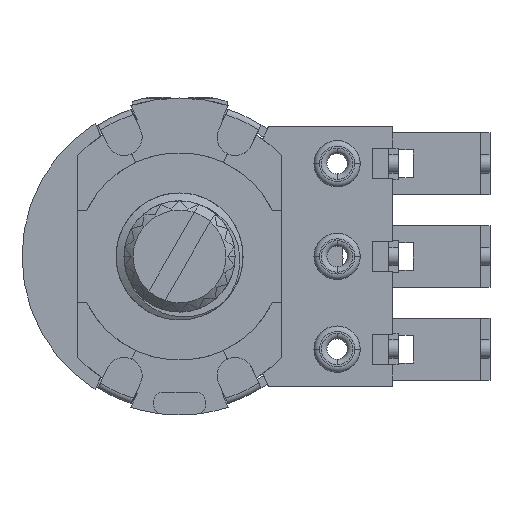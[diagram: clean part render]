
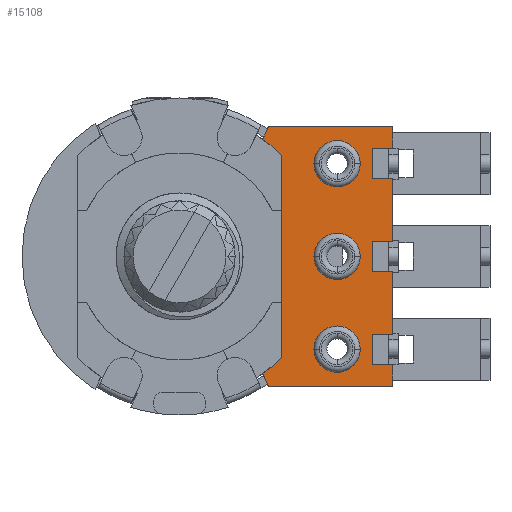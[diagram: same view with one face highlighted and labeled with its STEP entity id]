
A CAD part, front view. The second image highlights one B-rep face of the part: STEP entity #15108.
In plain terms, the highlighted planar face has unit normal (0, -1, 0).
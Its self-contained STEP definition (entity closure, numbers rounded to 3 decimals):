
#3028=DIRECTION('',(-0.423,0.,-0.906));
#3029=VECTOR('',#3028,0.761);
#3030=CARTESIAN_POINT('',(10.3,8.977,-1.54));
#3031=LINE('',#3030,#3029);
#3032=DIRECTION('',(1.,0.,0.));
#3033=VECTOR('',#3032,6.7);
#3034=CARTESIAN_POINT('',(10.3,8.977,-1.54));
#3035=LINE('',#3034,#3033);
#3036=DIRECTION('',(0.,0.,-1.));
#3037=VECTOR('',#3036,1.185);
#3038=CARTESIAN_POINT('',(17.,8.977,-1.54));
#3039=LINE('',#3038,#3037);
#3040=DIRECTION('',(-1.,0.,0.));
#3041=VECTOR('',#3040,1.1);
#3042=CARTESIAN_POINT('',(17.,8.977,-2.725));
#3043=LINE('',#3042,#3041);
#3044=DIRECTION('',(0.,0.,1.));
#3045=VECTOR('',#3044,1.62);
#3046=CARTESIAN_POINT('',(15.9,8.977,-4.345));
#3047=LINE('',#3046,#3045);
#3048=DIRECTION('',(-1.,0.,0.));
#3049=VECTOR('',#3048,1.1);
#3050=CARTESIAN_POINT('',(17.,8.977,-4.345));
#3051=LINE('',#3050,#3049);
#3052=DIRECTION('',(0.,0.,-1.));
#3053=VECTOR('',#3052,3.4);
#3054=CARTESIAN_POINT('',(17.,8.977,-4.345));
#3055=LINE('',#3054,#3053);
#3056=DIRECTION('',(-1.,0.,0.));
#3057=VECTOR('',#3056,1.1);
#3058=CARTESIAN_POINT('',(17.,8.977,-7.745));
#3059=LINE('',#3058,#3057);
#3060=DIRECTION('',(0.,0.,1.));
#3061=VECTOR('',#3060,1.62);
#3062=CARTESIAN_POINT('',(15.9,8.977,-9.365));
#3063=LINE('',#3062,#3061);
#3064=DIRECTION('',(-1.,0.,0.));
#3065=VECTOR('',#3064,1.1);
#3066=CARTESIAN_POINT('',(17.,8.977,-9.365));
#3067=LINE('',#3066,#3065);
#3068=DIRECTION('',(0.,0.,-1.));
#3069=VECTOR('',#3068,3.4);
#3070=CARTESIAN_POINT('',(17.,8.977,-9.365));
#3071=LINE('',#3070,#3069);
#3072=DIRECTION('',(-1.,0.,0.));
#3073=VECTOR('',#3072,1.1);
#3074=CARTESIAN_POINT('',(17.,8.977,-12.765));
#3075=LINE('',#3074,#3073);
#3076=DIRECTION('',(0.,0.,1.));
#3077=VECTOR('',#3076,1.62);
#3078=CARTESIAN_POINT('',(15.9,8.977,-14.385));
#3079=LINE('',#3078,#3077);
#3080=DIRECTION('',(-1.,0.,0.));
#3081=VECTOR('',#3080,1.1);
#3082=CARTESIAN_POINT('',(17.,8.977,-14.385));
#3083=LINE('',#3082,#3081);
#3084=DIRECTION('',(0.,0.,-1.));
#3085=VECTOR('',#3084,1.185);
#3086=CARTESIAN_POINT('',(17.,8.977,-14.385));
#3087=LINE('',#3086,#3085);
#3088=DIRECTION('',(-1.,0.,0.));
#3089=VECTOR('',#3088,6.7);
#3090=CARTESIAN_POINT('',(17.,8.977,-15.57));
#3091=LINE('',#3090,#3089);
#3092=DIRECTION('',(0.423,0.,-0.906));
#3093=VECTOR('',#3092,0.761);
#3094=CARTESIAN_POINT('',(9.978,8.977,-14.88));
#3095=LINE('',#3094,#3093);
#3096=CARTESIAN_POINT('',(14.,8.977,-8.555));
#3097=DIRECTION('',(0.,-1.,0.));
#3098=DIRECTION('',(1.,0.,0.));
#3099=AXIS2_PLACEMENT_3D('',#3096,#3097,#3098);
#3101=CARTESIAN_POINT('',(14.,8.977,-8.555));
#3102=DIRECTION('',(0.,-1.,0.));
#3103=DIRECTION('',(-1.,0.,0.));
#3104=AXIS2_PLACEMENT_3D('',#3101,#3102,#3103);
#3106=CARTESIAN_POINT('',(14.,8.977,-13.555));
#3107=DIRECTION('',(0.,-1.,0.));
#3108=DIRECTION('',(1.,0.,0.));
#3109=AXIS2_PLACEMENT_3D('',#3106,#3107,#3108);
#3111=CARTESIAN_POINT('',(14.,8.977,-13.555));
#3112=DIRECTION('',(0.,-1.,0.));
#3113=DIRECTION('',(-1.,0.,0.));
#3114=AXIS2_PLACEMENT_3D('',#3111,#3112,#3113);
#3116=CARTESIAN_POINT('',(14.,8.977,-3.555));
#3117=DIRECTION('',(0.,-1.,0.));
#3118=DIRECTION('',(1.,0.,0.));
#3119=AXIS2_PLACEMENT_3D('',#3116,#3117,#3118);
#3121=CARTESIAN_POINT('',(14.,8.977,-3.555));
#3122=DIRECTION('',(0.,-1.,0.));
#3123=DIRECTION('',(-1.,0.,0.));
#3124=AXIS2_PLACEMENT_3D('',#3121,#3122,#3123);
#3126=DIRECTION('',(0.,0.,1.));
#3127=VECTOR('',#3126,10.92);
#3128=CARTESIAN_POINT('',(11.,8.977,-14.015));
#3129=LINE('',#3128,#3127);
#3159=CARTESIAN_POINT('',(5.5,8.977,-8.555));
#3160=DIRECTION('',(0.,-1.,0.));
#3161=DIRECTION('',(0.578,0.,-0.816));
#3162=AXIS2_PLACEMENT_3D('',#3159,#3160,#3161);
#3985=CARTESIAN_POINT('',(5.5,8.977,-8.555));
#3986=DIRECTION('',(0.,-1.,0.));
#3987=DIRECTION('',(0.71,0.,0.705));
#3988=AXIS2_PLACEMENT_3D('',#3985,#3986,#3987);
#9369=CARTESIAN_POINT('',(17.,8.977,-1.54));
#9371=VERTEX_POINT('',#9369);
#9373=CARTESIAN_POINT('',(17.,8.977,-15.57));
#9375=VERTEX_POINT('',#9373);
#9401=CARTESIAN_POINT('',(10.3,8.977,-15.57));
#9403=VERTEX_POINT('',#9401);
#9409=CARTESIAN_POINT('',(10.3,8.977,-1.54));
#9411=VERTEX_POINT('',#9409);
#9433=CARTESIAN_POINT('',(17.,8.977,-2.725));
#9434=CARTESIAN_POINT('',(15.9,8.977,-2.725));
#9435=VERTEX_POINT('',#9433);
#9436=VERTEX_POINT('',#9434);
#9437=CARTESIAN_POINT('',(17.,8.977,-4.345));
#9438=CARTESIAN_POINT('',(15.9,8.977,-4.345));
#9439=VERTEX_POINT('',#9437);
#9440=VERTEX_POINT('',#9438);
#9441=CARTESIAN_POINT('',(17.,8.977,-7.745));
#9442=CARTESIAN_POINT('',(15.9,8.977,-7.745));
#9443=VERTEX_POINT('',#9441);
#9444=VERTEX_POINT('',#9442);
#9445=CARTESIAN_POINT('',(17.,8.977,-9.365));
#9446=CARTESIAN_POINT('',(15.9,8.977,-9.365));
#9447=VERTEX_POINT('',#9445);
#9448=VERTEX_POINT('',#9446);
#9449=CARTESIAN_POINT('',(17.,8.977,-12.765));
#9450=CARTESIAN_POINT('',(15.9,8.977,-12.765));
#9451=VERTEX_POINT('',#9449);
#9452=VERTEX_POINT('',#9450);
#9453=CARTESIAN_POINT('',(17.,8.977,-14.385));
#9454=CARTESIAN_POINT('',(15.9,8.977,-14.385));
#9455=VERTEX_POINT('',#9453);
#9456=VERTEX_POINT('',#9454);
#9541=CARTESIAN_POINT('',(9.978,8.977,-2.23));
#9543=VERTEX_POINT('',#9541);
#9559=CARTESIAN_POINT('',(9.978,8.977,-14.88));
#9560=VERTEX_POINT('',#9559);
#9573=CARTESIAN_POINT('',(11.,8.977,-14.015));
#9574=CARTESIAN_POINT('',(11.,8.977,-3.095));
#9575=VERTEX_POINT('',#9573);
#9576=VERTEX_POINT('',#9574);
#10309=CARTESIAN_POINT('',(15.25,8.977,-8.555));
#10310=CARTESIAN_POINT('',(12.75,8.977,-8.555));
#10311=VERTEX_POINT('',#10309);
#10312=VERTEX_POINT('',#10310);
#10523=CARTESIAN_POINT('',(15.25,8.977,-13.555));
#10524=CARTESIAN_POINT('',(12.75,8.977,-13.555));
#10525=VERTEX_POINT('',#10523);
#10526=VERTEX_POINT('',#10524);
#10635=CARTESIAN_POINT('',(15.25,8.977,-3.555));
#10636=CARTESIAN_POINT('',(12.75,8.977,-3.555));
#10637=VERTEX_POINT('',#10635);
#10638=VERTEX_POINT('',#10636);
#15048=CARTESIAN_POINT('',(5.5,8.977,-8.555));
#15049=DIRECTION('',(0.,1.,0.));
#15050=DIRECTION('',(0.,0.,-1.));
#15051=AXIS2_PLACEMENT_3D('',#15048,#15049,#15050);
#15052=PLANE('',#15051);
#15054=ORIENTED_EDGE('',*,*,#15053,.T.);
#15056=ORIENTED_EDGE('',*,*,#15055,.T.);
#15057=ORIENTED_EDGE('',*,*,#14690,.F.);
#15059=ORIENTED_EDGE('',*,*,#15058,.T.);
#15061=ORIENTED_EDGE('',*,*,#15060,.T.);
#15062=ORIENTED_EDGE('',*,*,#15024,.T.);
#15063=ORIENTED_EDGE('',*,*,#15042,.F.);
#15064=ORIENTED_EDGE('',*,*,#14994,.F.);
#15065=ORIENTED_EDGE('',*,*,#14958,.T.);
#15067=ORIENTED_EDGE('',*,*,#15066,.T.);
#15069=ORIENTED_EDGE('',*,*,#15068,.F.);
#15071=ORIENTED_EDGE('',*,*,#15070,.F.);
#15073=ORIENTED_EDGE('',*,*,#15072,.T.);
#15075=ORIENTED_EDGE('',*,*,#15074,.T.);
#15077=ORIENTED_EDGE('',*,*,#15076,.F.);
#15079=ORIENTED_EDGE('',*,*,#15078,.F.);
#15081=ORIENTED_EDGE('',*,*,#15080,.T.);
#15083=ORIENTED_EDGE('',*,*,#15082,.T.);
#15085=ORIENTED_EDGE('',*,*,#15084,.F.);
#15087=ORIENTED_EDGE('',*,*,#15086,.T.);
#15088=EDGE_LOOP('',(#15054,#15056,#15057,#15059,#15061,#15062,#15063,#15064,
#15065,#15067,#15069,#15071,#15073,#15075,#15077,#15079,#15081,#15083,#15085,
#15087));
#15089=FACE_OUTER_BOUND('',#15088,.F.);
#15091=ORIENTED_EDGE('',*,*,#15090,.T.);
#15093=ORIENTED_EDGE('',*,*,#15092,.T.);
#15094=EDGE_LOOP('',(#15091,#15093));
#15095=FACE_BOUND('',#15094,.F.);
#15097=ORIENTED_EDGE('',*,*,#15096,.T.);
#15099=ORIENTED_EDGE('',*,*,#15098,.T.);
#15100=EDGE_LOOP('',(#15097,#15099));
#15101=FACE_BOUND('',#15100,.F.);
#15103=ORIENTED_EDGE('',*,*,#15102,.T.);
#15105=ORIENTED_EDGE('',*,*,#15104,.T.);
#15106=EDGE_LOOP('',(#15103,#15105));
#15107=FACE_BOUND('',#15106,.F.);
#15108=ADVANCED_FACE('',(#15089,#15095,#15101,#15107),#15052,.F.);
#3100=CIRCLE('',#3099,1.25);
#3105=CIRCLE('',#3104,1.25);
#3110=CIRCLE('',#3109,1.25);
#3115=CIRCLE('',#3114,1.25);
#3120=CIRCLE('',#3119,1.25);
#3125=CIRCLE('',#3124,1.25);
#3163=CIRCLE('',#3162,7.75);
#3989=CIRCLE('',#3988,7.75);
#14690=EDGE_CURVE('',#9411,#9543,#3031,.T.);
#14958=EDGE_CURVE('',#9439,#9443,#3055,.T.);
#14994=EDGE_CURVE('',#9439,#9440,#3051,.T.);
#15024=EDGE_CURVE('',#9435,#9436,#3043,.T.);
#15042=EDGE_CURVE('',#9440,#9436,#3047,.T.);
#15053=EDGE_CURVE('',#9575,#9576,#3129,.T.);
#15055=EDGE_CURVE('',#9576,#9543,#3989,.T.);
#15058=EDGE_CURVE('',#9411,#9371,#3035,.T.);
#15060=EDGE_CURVE('',#9371,#9435,#3039,.T.);
#15066=EDGE_CURVE('',#9443,#9444,#3059,.T.);
#15068=EDGE_CURVE('',#9448,#9444,#3063,.T.);
#15070=EDGE_CURVE('',#9447,#9448,#3067,.T.);
#15072=EDGE_CURVE('',#9447,#9451,#3071,.T.);
#15074=EDGE_CURVE('',#9451,#9452,#3075,.T.);
#15076=EDGE_CURVE('',#9456,#9452,#3079,.T.);
#15078=EDGE_CURVE('',#9455,#9456,#3083,.T.);
#15080=EDGE_CURVE('',#9455,#9375,#3087,.T.);
#15082=EDGE_CURVE('',#9375,#9403,#3091,.T.);
#15084=EDGE_CURVE('',#9560,#9403,#3095,.T.);
#15086=EDGE_CURVE('',#9560,#9575,#3163,.T.);
#15090=EDGE_CURVE('',#10311,#10312,#3100,.T.);
#15092=EDGE_CURVE('',#10312,#10311,#3105,.T.);
#15096=EDGE_CURVE('',#10525,#10526,#3110,.T.);
#15098=EDGE_CURVE('',#10526,#10525,#3115,.T.);
#15102=EDGE_CURVE('',#10637,#10638,#3120,.T.);
#15104=EDGE_CURVE('',#10638,#10637,#3125,.T.);
